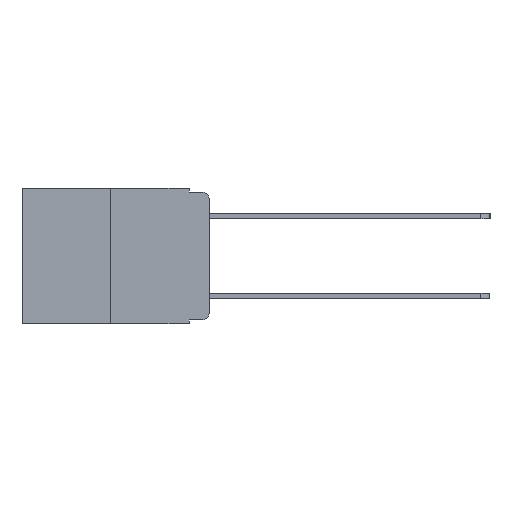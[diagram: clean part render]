
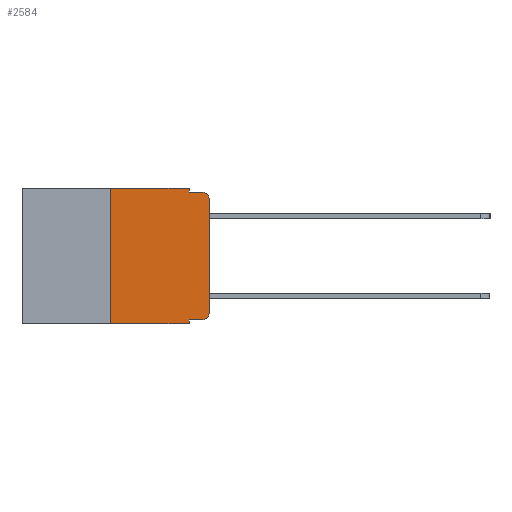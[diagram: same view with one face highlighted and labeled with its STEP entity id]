
A CAD part, left-side view. The second image highlights one B-rep face of the part: STEP entity #2584.
In plain terms, the highlighted planar face has unit normal (-1, 0, 0).
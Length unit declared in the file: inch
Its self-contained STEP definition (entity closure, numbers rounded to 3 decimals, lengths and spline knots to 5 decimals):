
#44 = VECTOR ( 'NONE', #5441, 39.37008 ) ;
#422 = CARTESIAN_POINT ( 'NONE',  ( 0., 0.02, -0.333 ) ) ;
#644 = EDGE_CURVE ( 'NONE', #3386, #4992, #12445, .T. ) ;
#663 = PLANE ( 'NONE',  #13337 ) ;
#875 = EDGE_CURVE ( 'NONE', #2143, #1763, #11859, .T. ) ;
#926 = EDGE_CURVE ( 'NONE', #8703, #8523, #10697, .T. ) ;
#1232 = ORIENTED_EDGE ( 'NONE', *, *, #2932, .F. ) ;
#1259 = CARTESIAN_POINT ( 'NONE',  ( 0., 0.473, -0.343 ) ) ;
#1324 = CARTESIAN_POINT ( 'NONE',  ( 0., 0.051, -0.01 ) ) ;
#1623 = ORIENTED_EDGE ( 'NONE', *, *, #875, .F. ) ;
#1675 = LINE ( 'NONE', #7710, #12627 ) ;
#1763 = VERTEX_POINT ( 'NONE', #4893 ) ;
#2008 = EDGE_LOOP ( 'NONE', ( #5055, #8058, #4026, #2076, #1232, #1623, #9052, #5920, #9308, #11833 ) ) ;
#2076 = ORIENTED_EDGE ( 'NONE', *, *, #926, .F. ) ;
#2143 = VERTEX_POINT ( 'NONE', #7725 ) ;
#2295 = VECTOR ( 'NONE', #12485, 39.37008 ) ;
#2389 = CARTESIAN_POINT ( 'NONE',  ( 0., 0., 0. ) ) ;
#2537 = DIRECTION ( 'NONE',  ( 0., -1., 0. ) ) ;
#2584 = ADVANCED_FACE ( 'NONE', ( #5838 ), #663, .F. ) ;
#2819 = DIRECTION ( 'NONE',  ( 0., 0., -1. ) ) ;
#2820 = CARTESIAN_POINT ( 'NONE',  ( 0., 0.02, -0.01 ) ) ;
#2932 = EDGE_CURVE ( 'NONE', #1763, #8703, #1675, .T. ) ;
#3261 = VERTEX_POINT ( 'NONE', #422 ) ;
#3283 = CARTESIAN_POINT ( 'NONE',  ( 0., 0.473, 0. ) ) ;
#3381 = CARTESIAN_POINT ( 'NONE',  ( 0., 0., -0.313 ) ) ;
#3386 = VERTEX_POINT ( 'NONE', #5777 ) ;
#3425 = CIRCLE ( 'NONE', #12835, 0.02 ) ;
#3566 = DIRECTION ( 'NONE',  ( 0., 0., 1. ) ) ;
#4021 = DIRECTION ( 'NONE',  ( -1., 0., 0. ) ) ;
#4026 = ORIENTED_EDGE ( 'NONE', *, *, #5070, .F. ) ;
#4265 = DIRECTION ( 'NONE',  ( 0., -1., 0. ) ) ;
#4455 = VERTEX_POINT ( 'NONE', #3381 ) ;
#4494 = DIRECTION ( 'NONE',  ( 0., 0., -1. ) ) ;
#4893 = CARTESIAN_POINT ( 'NONE',  ( 0., 0.25, 0. ) ) ;
#4992 = VERTEX_POINT ( 'NONE', #11890 ) ;
#5002 = EDGE_CURVE ( 'NONE', #4455, #12527, #13668, .T. ) ;
#5005 = EDGE_CURVE ( 'NONE', #12527, #5192, #8418, .T. ) ;
#5055 = ORIENTED_EDGE ( 'NONE', *, *, #5002, .T. ) ;
#5070 = EDGE_CURVE ( 'NONE', #8523, #5192, #9733, .T. ) ;
#5192 = VERTEX_POINT ( 'NONE', #2820 ) ;
#5311 = EDGE_CURVE ( 'NONE', #3386, #3261, #5489, .T. ) ;
#5441 = DIRECTION ( 'NONE',  ( 0., 0., 1. ) ) ;
#5489 = LINE ( 'NONE', #11517, #2295 ) ;
#5777 = CARTESIAN_POINT ( 'NONE',  ( 0., 0.051, -0.333 ) ) ;
#5838 = FACE_OUTER_BOUND ( 'NONE', #2008, .T. ) ;
#5920 = ORIENTED_EDGE ( 'NONE', *, *, #644, .F. ) ;
#6004 = CARTESIAN_POINT ( 'NONE',  ( 0., 0.02, -0.03 ) ) ;
#7050 = EDGE_CURVE ( 'NONE', #2143, #4992, #10836, .T. ) ;
#7117 = VECTOR ( 'NONE', #7291, 39.37008 ) ;
#7142 = DIRECTION ( 'NONE',  ( 0., 0., -1. ) ) ;
#7291 = DIRECTION ( 'NONE',  ( 0., -1., 0. ) ) ;
#7701 = CARTESIAN_POINT ( 'NONE',  ( 0., 0.051, 0. ) ) ;
#7710 = CARTESIAN_POINT ( 'NONE',  ( 0., 0.473, 0. ) ) ;
#7725 = CARTESIAN_POINT ( 'NONE',  ( 0., 0.25, -0.343 ) ) ;
#7780 = EDGE_CURVE ( 'NONE', #3261, #4455, #3425, .T. ) ;
#7955 = CARTESIAN_POINT ( 'NONE',  ( 0., 0.25, 0. ) ) ;
#7995 = CARTESIAN_POINT ( 'NONE',  ( 0., 0.051, 0. ) ) ;
#8058 = ORIENTED_EDGE ( 'NONE', *, *, #5005, .T. ) ;
#8418 = CIRCLE ( 'NONE', #8424, 0.02 ) ;
#8424 = AXIS2_PLACEMENT_3D ( 'NONE', #6004, #12833, #7142 ) ;
#8523 = VERTEX_POINT ( 'NONE', #8822 ) ;
#8586 = VECTOR ( 'NONE', #2537, 39.37008 ) ;
#8661 = CARTESIAN_POINT ( 'NONE',  ( 0., 0.051, 0. ) ) ;
#8703 = VERTEX_POINT ( 'NONE', #7995 ) ;
#8721 = VECTOR ( 'NONE', #3566, 39.37008 ) ;
#8726 = CARTESIAN_POINT ( 'NONE',  ( 0., 0., -0.03 ) ) ;
#8822 = CARTESIAN_POINT ( 'NONE',  ( 0., 0.051, -0.01 ) ) ;
#9052 = ORIENTED_EDGE ( 'NONE', *, *, #7050, .T. ) ;
#9308 = ORIENTED_EDGE ( 'NONE', *, *, #5311, .T. ) ;
#9733 = LINE ( 'NONE', #1324, #7117 ) ;
#9974 = VECTOR ( 'NONE', #13118, 39.37008 ) ;
#10354 = CARTESIAN_POINT ( 'NONE',  ( 0., 0.02, -0.313 ) ) ;
#10394 = VECTOR ( 'NONE', #2819, 39.37008 ) ;
#10697 = LINE ( 'NONE', #7701, #10394 ) ;
#10728 = DIRECTION ( 'NONE',  ( 1., 0., 0. ) ) ;
#10836 = LINE ( 'NONE', #1259, #8586 ) ;
#11301 = DIRECTION ( 'NONE',  ( 0., 0., -1. ) ) ;
#11517 = CARTESIAN_POINT ( 'NONE',  ( 0., 0.051, -0.333 ) ) ;
#11833 = ORIENTED_EDGE ( 'NONE', *, *, #7780, .T. ) ;
#11859 = LINE ( 'NONE', #7955, #44 ) ;
#11890 = CARTESIAN_POINT ( 'NONE',  ( 0., 0.051, -0.343 ) ) ;
#12445 = LINE ( 'NONE', #8661, #9974 ) ;
#12485 = DIRECTION ( 'NONE',  ( 0., -1., 0. ) ) ;
#12527 = VERTEX_POINT ( 'NONE', #8726 ) ;
#12627 = VECTOR ( 'NONE', #4265, 39.37008 ) ;
#12833 = DIRECTION ( 'NONE',  ( -1., 0., 0. ) ) ;
#12835 = AXIS2_PLACEMENT_3D ( 'NONE', #10354, #4021, #11301 ) ;
#13118 = DIRECTION ( 'NONE',  ( 0., 0., -1. ) ) ;
#13337 = AXIS2_PLACEMENT_3D ( 'NONE', #3283, #10728, #4494 ) ;
#13668 = LINE ( 'NONE', #2389, #8721 ) ;
